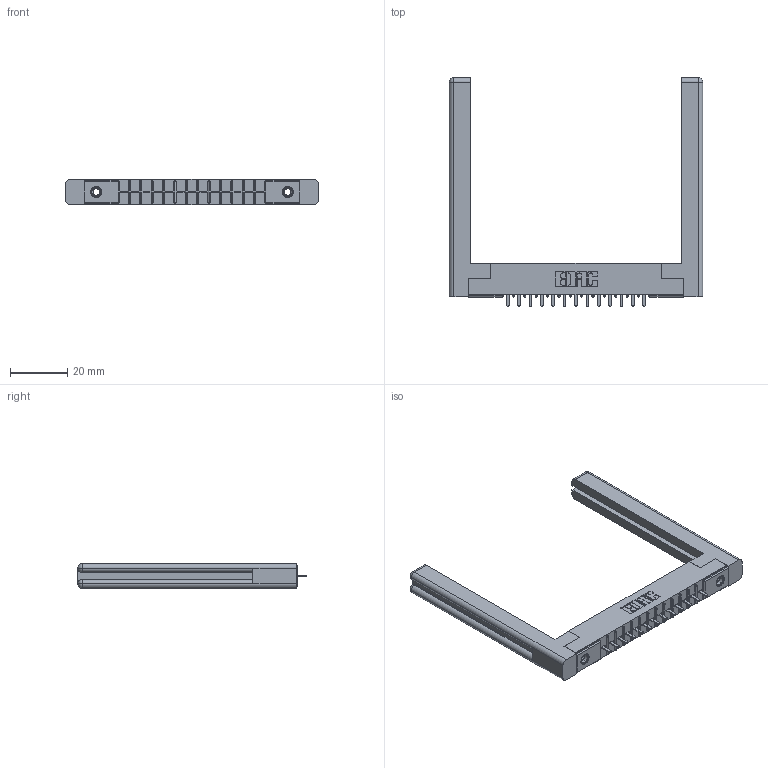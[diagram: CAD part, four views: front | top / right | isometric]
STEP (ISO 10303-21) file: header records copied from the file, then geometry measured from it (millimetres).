
FILE_DESCRIPTION (( 'STEP AP203' ), '1' );
FILE_NAME ('356-013-421-158.STEP', '2020-09-23T11:26:10', ( '' ), ( '' ), 'SwSTEP 2.0', 'SolidWorks 2020', '' );
FILE_SCHEMA (( 'CONFIG_CONTROL_DESIGN' ));
Length unit declared in the file: inch
Products named in the file (5): 307-220-058; 356-013-421-158; 306 Part_.156 Dia; 306-290-001_121; 345-250-001_345-250-001-102
Assembly tree (18 placements, depth 2):
  356-013-421-158
    306 Part_.156 Dia
    306-290-001_121  x13
    345-250-001_345-250-001-102  x2
    307-220-058  x2
Bounding box: 88.14 x 79.53 x 8.71 mm (x, y, z)
Volume: 13613.6 mm3; surface area: 13749.1 mm2
Topology: 18 solids, 18 shells, 1168 faces, 3231 edges, 2070 vertices
Faces by surface type: plane 763, cylinder 329, sphere 52, cone 12, torus 12
Entity records: 18469 total; most frequent: CARTESIAN_POINT 3105, DIRECTION 3020, ORIENTED_EDGE 3016, EDGE_CURVE 1508, VECTOR 1158, LINE 1158, VERTEX_POINT 962, AXIS2_PLACEMENT_3D 931
